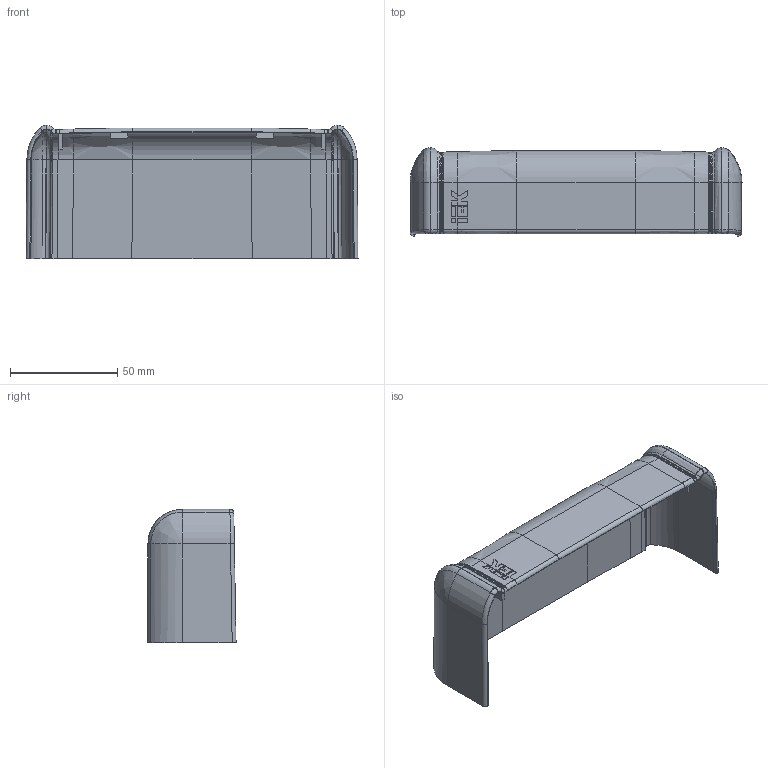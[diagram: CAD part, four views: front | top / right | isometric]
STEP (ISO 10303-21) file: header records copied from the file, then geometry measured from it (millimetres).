
FILE_DESCRIPTION (( 'STEP AP214' ), '1' );
FILE_NAME ('CKK-40D-Z-150-060-K01 Çàãëóøêà äëÿ Ê.Ê. Ïðàéìåð 150õ60.STEP', '2016-07-14T13:47:56', ( '' ), ( '' ), 'SwSTEP 2.0', 'SolidWorks 2014', '' );
FILE_SCHEMA (( 'AUTOMOTIVE_DESIGN' ));
Length unit declared in the file: millimetre
Products named in the file (1): CKK-40D-Z-150-060-K01 Çàãëóøêà äëÿ Ê.Ê. Ïðàéìåð 150õ60
Bounding box: 155.11 x 41.15 x 62.3 mm (x, y, z)
Volume: 36212.2 mm3; surface area: 37390.4 mm2
Topology: 1 solids, 1 shells, 262 faces, 657 edges, 400 vertices
Faces by surface type: bspline 137, plane 95, cylinder 28, cone 2
Entity records: 12324 total; most frequent: CARTESIAN_POINT 7178, ORIENTED_EDGE 1310, EDGE_CURVE 655, DIRECTION 613, VERTEX_POINT 401, B_SPLINE_CURVE_WITH_KNOTS 313, VECTOR 297, LINE 297
